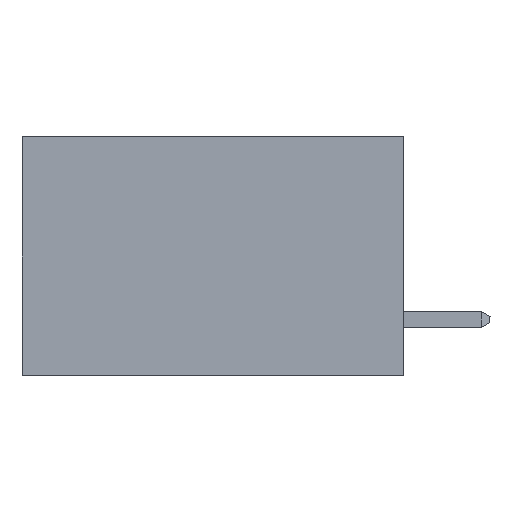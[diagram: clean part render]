
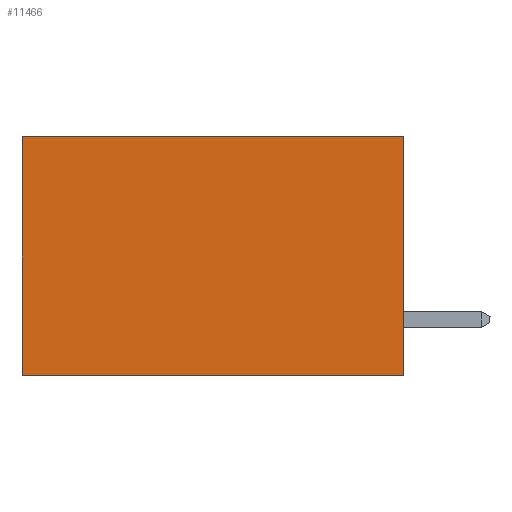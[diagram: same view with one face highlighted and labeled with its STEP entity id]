
A CAD part, left-side view. The second image highlights one B-rep face of the part: STEP entity #11466.
In plain terms, the highlighted planar face has unit normal (-1, 0, 0).
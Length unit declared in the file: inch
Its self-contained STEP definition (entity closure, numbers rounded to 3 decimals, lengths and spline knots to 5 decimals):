
#22 = VERTEX_POINT ( 'NONE', #9301 ) ;
#136 = FACE_OUTER_BOUND ( 'NONE', #20184, .T. ) ;
#1029 = EDGE_CURVE ( 'NONE', #18709, #15224, #17019, .T. ) ;
#1067 = ORIENTED_EDGE ( 'NONE', *, *, #1029, .T. ) ;
#1148 = ORIENTED_EDGE ( 'NONE', *, *, #1271, .F. ) ;
#1271 = EDGE_CURVE ( 'NONE', #6600, #15224, #19497, .T. ) ;
#1666 = ORIENTED_EDGE ( 'NONE', *, *, #9492, .T. ) ;
#1721 = CARTESIAN_POINT ( 'NONE',  ( 0.2875, 0., 0. ) ) ;
#3183 = DIRECTION ( 'NONE',  ( 0., 1., 0. ) ) ;
#6600 = VERTEX_POINT ( 'NONE', #10567 ) ;
#6754 = AXIS2_PLACEMENT_3D ( 'NONE', #19704, #7290, #8755 ) ;
#6841 = VECTOR ( 'NONE', #11175, 39.37008 ) ;
#7290 = DIRECTION ( 'NONE',  ( 1., 0., 0. ) ) ;
#8193 = VECTOR ( 'NONE', #3183, 39.37008 ) ;
#8700 = LINE ( 'NONE', #19060, #16156 ) ;
#8755 = DIRECTION ( 'NONE',  ( 0., 0., -1. ) ) ;
#9301 = CARTESIAN_POINT ( 'NONE',  ( 0.2875, 0., 0. ) ) ;
#9394 = DIRECTION ( 'NONE',  ( 0., 0., -1. ) ) ;
#9492 = EDGE_CURVE ( 'NONE', #22, #18709, #19101, .T. ) ;
#9751 = CARTESIAN_POINT ( 'NONE',  ( 0.2875, 0.6, 0. ) ) ;
#10123 = CARTESIAN_POINT ( 'NONE',  ( 0.2875, 0., -0.375 ) ) ;
#10180 = EDGE_CURVE ( 'NONE', #22, #6600, #8700, .T. ) ;
#10567 = CARTESIAN_POINT ( 'NONE',  ( 0.2875, 0., -0.375 ) ) ;
#11175 = DIRECTION ( 'NONE',  ( 0., 0., -1. ) ) ;
#11466 = ADVANCED_FACE ( 'NONE', ( #136 ), #19974, .F. ) ;
#11732 = DIRECTION ( 'NONE',  ( 0., 1., 0. ) ) ;
#15142 = ORIENTED_EDGE ( 'NONE', *, *, #10180, .F. ) ;
#15224 = VERTEX_POINT ( 'NONE', #18841 ) ;
#16156 = VECTOR ( 'NONE', #9394, 39.37008 ) ;
#17019 = LINE ( 'NONE', #17515, #6841 ) ;
#17515 = CARTESIAN_POINT ( 'NONE',  ( 0.2875, 0.6, -0.375 ) ) ;
#18709 = VERTEX_POINT ( 'NONE', #9751 ) ;
#18752 = VECTOR ( 'NONE', #11732, 39.37008 ) ;
#18841 = CARTESIAN_POINT ( 'NONE',  ( 0.2875, 0.6, -0.375 ) ) ;
#19060 = CARTESIAN_POINT ( 'NONE',  ( 0.2875, 0., -0.375 ) ) ;
#19101 = LINE ( 'NONE', #1721, #8193 ) ;
#19497 = LINE ( 'NONE', #10123, #18752 ) ;
#19704 = CARTESIAN_POINT ( 'NONE',  ( 0.2875, 0., -0.375 ) ) ;
#19974 = PLANE ( 'NONE',  #6754 ) ;
#20184 = EDGE_LOOP ( 'NONE', ( #1067, #1148, #15142, #1666 ) ) ;
